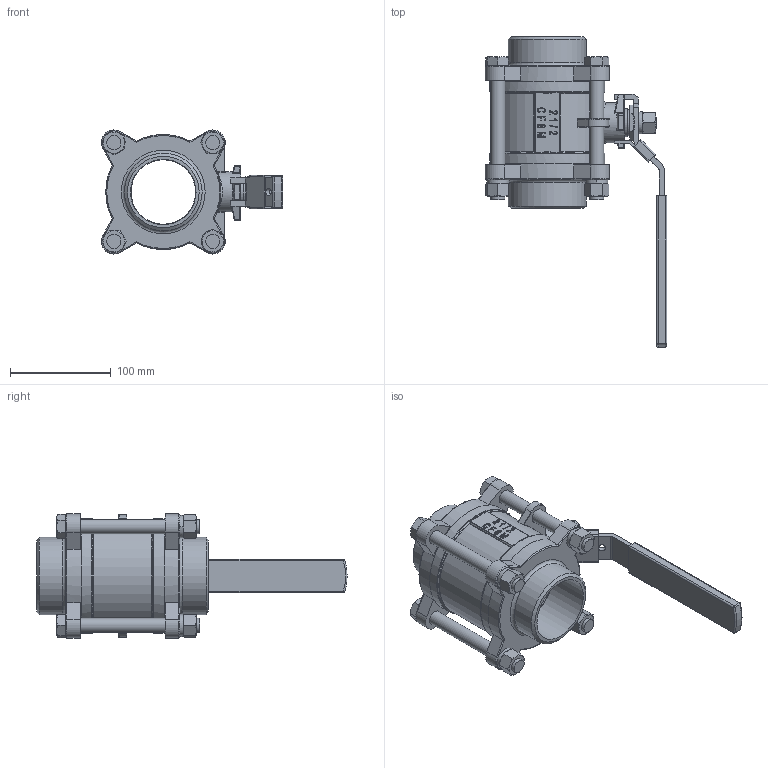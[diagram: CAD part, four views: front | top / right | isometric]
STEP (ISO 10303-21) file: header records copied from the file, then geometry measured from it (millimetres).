
FILE_DESCRIPTION(('STEP AP214'),'1');
FILE_NAME('2-1-2.stp','2020-07-01T01:50:30',(' '),(' '),'Spatial InterOp 3D',' ',' ');
FILE_SCHEMA(('AUTOMOTIVE_DESIGN { 1 0 10303 214 1 1 1 1 }'));
Length unit declared in the file: millimetre
Products named in the file (18): 3PC_____2-1-2; 填料; 阀杆; 小片; 球体; 阀体; 阀盖; 阀座; 垫圈 ： 单圈弹簧 - M14.0 x 3.6; 螺母 ： 标准 - M14.0 x 12.8; 螺栓 ： 六角头 - M14.0 x 133.0; 锁块; 手柄套; 手柄; 压紧螺母
Assembly tree (26 placements, depth 2):
  3PC_____2-1-2
    填料
    阀杆
    小片
    球体
    阀体
    阀盖
    阀座
    垫圈 ： 单圈弹簧 - M14.0 x 3.6  x4
    螺母 ： 标准 - M14.0 x 12.8  x4
    螺栓 ： 六角头 - M14.0 x 133.0  x4
    垫圈 ： 单圈弹簧 - M14.0 x 3.6
    螺母 ： 标准 - M14.0 x 12.8
    锁块
    手柄套
    手柄
    压紧螺母
    阀盖
Bounding box: 179.87 x 307.5 x 122.93 mm (x, y, z)
Volume: 1015034.2 mm3; surface area: 318172.8 mm2
Topology: 27 solids, 27 shells, 1344 faces, 3471 edges, 2216 vertices
Faces by surface type: plane 894, cylinder 163, bspline 122, cone 116, torus 41, sphere 8
Full cylindrical faces by diameter (mm): 7.5 x1, 14 x9, 14.5 x10, 20 x2, 20.2 x1, 20.6 x1, 21 x1, 25 x2, 26 x2, 26.3 x1, 26.4 x1, 28 x1, 40 x1, 64 x1, 65 x4, 77 x2, 99 x1, 100.5 x4, 104.5 x4, 114 x4
Entity records: 56304 total; most frequent: CARTESIAN_POINT 17247, ORIENTED_EDGE 6214, DIRECTION 5550, EDGE_CURVE 3107, LINE 2276, VECTOR 2276, VERTEX_POINT 2033, AXIS2_PLACEMENT_3D 1637
